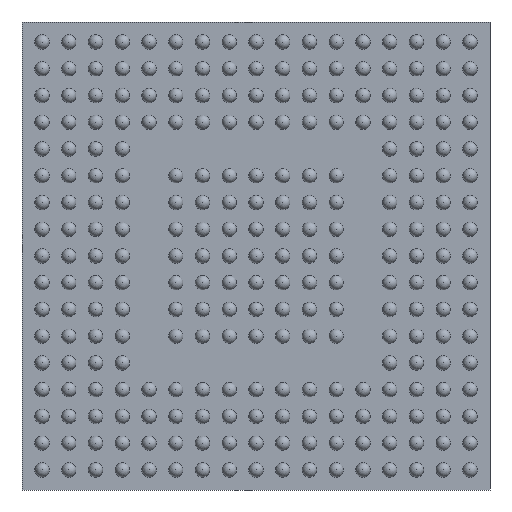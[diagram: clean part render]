
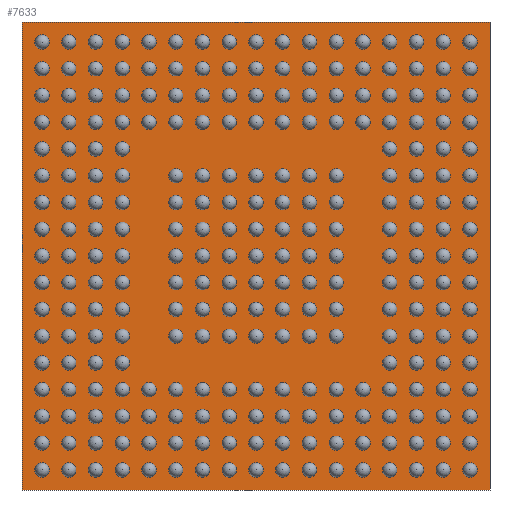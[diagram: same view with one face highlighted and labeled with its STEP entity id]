
A CAD part, front view. The second image highlights one B-rep face of the part: STEP entity #7633.
In plain terms, the highlighted planar face has unit normal (0, -1, 0).
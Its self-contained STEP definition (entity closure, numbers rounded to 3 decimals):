
#378 = VERTEX_POINT ( 'NONE', #10983 ) ;
#1038 = LINE ( 'NONE', #19823, #13318 ) ;
#1559 = LINE ( 'NONE', #16168, #6015 ) ;
#2023 = CARTESIAN_POINT ( 'NONE',  ( -7., 0.34, 7. ) ) ;
#2560 = AXIS2_PLACEMENT_3D ( 'NONE', #12997, #3017, #8066 ) ;
#3017 = DIRECTION ( 'NONE',  ( 0., -1., 0. ) ) ;
#3727 = EDGE_CURVE ( 'NONE', #8404, #378, #1038, .T. ) ;
#5954 = CARTESIAN_POINT ( 'NONE',  ( -7., 0.34, 7. ) ) ;
#6015 = VECTOR ( 'NONE', #7872, 1000. ) ;
#6023 = VERTEX_POINT ( 'NONE', #15046 ) ;
#6236 = PLANE ( 'NONE',  #2560 ) ;
#6609 = LINE ( 'NONE', #2023, #20201 ) ;
#6801 = VECTOR ( 'NONE', #13975, 1000. ) ;
#7513 = VERTEX_POINT ( 'NONE', #5954 ) ;
#7633 = ADVANCED_FACE ( 'NONE', ( #15120 ), #6236, .T. ) ;
#7651 = CARTESIAN_POINT ( 'NONE',  ( 7., 0.34, -7. ) ) ;
#7872 = DIRECTION ( 'NONE',  ( 0., 0., 1. ) ) ;
#8066 = DIRECTION ( 'NONE',  ( 0., 0., -1. ) ) ;
#8404 = VERTEX_POINT ( 'NONE', #7651 ) ;
#8889 = CARTESIAN_POINT ( 'NONE',  ( 7., 0.34, 7. ) ) ;
#10983 = CARTESIAN_POINT ( 'NONE',  ( -7., 0.34, -7. ) ) ;
#11134 = EDGE_CURVE ( 'NONE', #7513, #6023, #6609, .T. ) ;
#12361 = ORIENTED_EDGE ( 'NONE', *, *, #3727, .F. ) ;
#12997 = CARTESIAN_POINT ( 'NONE',  ( 0., 0.34, 0. ) ) ;
#13318 = VECTOR ( 'NONE', #21411, 1000. ) ;
#13817 = DIRECTION ( 'NONE',  ( 1., 0., 0. ) ) ;
#13975 = DIRECTION ( 'NONE',  ( 0., 0., -1. ) ) ;
#15046 = CARTESIAN_POINT ( 'NONE',  ( 7., 0.34, 7. ) ) ;
#15120 = FACE_OUTER_BOUND ( 'NONE', #17835, .T. ) ;
#15353 = ORIENTED_EDGE ( 'NONE', *, *, #16835, .F. ) ;
#16168 = CARTESIAN_POINT ( 'NONE',  ( -7., 0.34, 7. ) ) ;
#16670 = ORIENTED_EDGE ( 'NONE', *, *, #11134, .F. ) ;
#16682 = EDGE_CURVE ( 'NONE', #6023, #8404, #20377, .T. ) ;
#16835 = EDGE_CURVE ( 'NONE', #378, #7513, #1559, .T. ) ;
#17835 = EDGE_LOOP ( 'NONE', ( #19012, #16670, #15353, #12361 ) ) ;
#19012 = ORIENTED_EDGE ( 'NONE', *, *, #16682, .F. ) ;
#19823 = CARTESIAN_POINT ( 'NONE',  ( -7., 0.34, -7. ) ) ;
#20201 = VECTOR ( 'NONE', #13817, 1000. ) ;
#20377 = LINE ( 'NONE', #8889, #6801 ) ;
#21411 = DIRECTION ( 'NONE',  ( -1., 0., 0. ) ) ;
